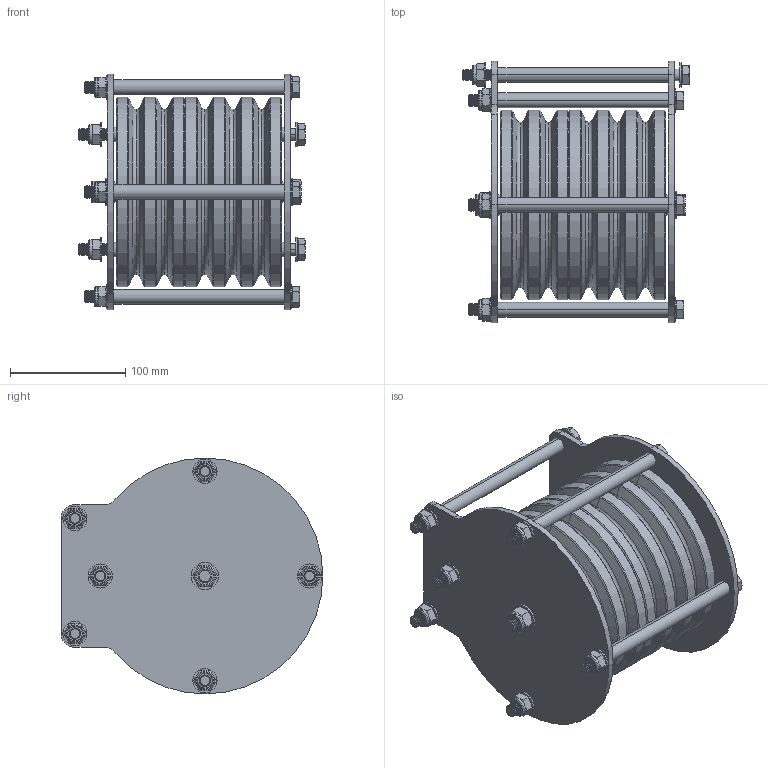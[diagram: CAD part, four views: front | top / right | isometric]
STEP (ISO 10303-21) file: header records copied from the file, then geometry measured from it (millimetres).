
FILE_DESCRIPTION (( 'STEP AP203' ), '1' );
FILE_NAME ('T42915.STEP', '2018-07-26T11:51:57', ( '' ), ( '' ), 'SwSTEP 2.0', 'SolidWorks 2016', '' );
FILE_SCHEMA (( 'CONFIG_CONTROL_DESIGN' ));
Length unit declared in the file: millimetre
Products named in the file (20): S2610-3; S2610-4; SW3dPS-nyloc nut, st stl a2 iso_M12 NYLOC; Hex Bolt_ISO 4016 - M10 x 190 x 32-WS; S2610-2; TH781; SW3dPS-nyloc nut, st stl a2 iso_M10 NYLOC; B Washer_Bright washer BS 4320 - M12 (Form B); S2610; TH767; B Washer_Bright washer BS 4320 - M10 (Form B); S2610-1; T42915_LABEL; S2610-5; TH780; T42915; Hex Bolt_ISO 4016 - M12 x 180 x 32-WS; TH805; Hex Bolt_ISO 4016 - M10 x 180 x 32-WS; S1930
Assembly tree (58 placements, depth 3):
  T42915
    TH780
    TH781
    S2610  x4
      S2610-1
      S2610-2
      S2610-3
      S2610-4
      S2610-5
    TH767  x2
    S1930  x2
    TH805  x6
    B Washer_Bright washer BS 4320 - M10 (Form B)  x12
    SW3dPS-nyloc nut, st stl a2 iso_M10 NYLOC  x6
    Hex Bolt_ISO 4016 - M10 x 190 x 32-WS  x2
    Hex Bolt_ISO 4016 - M10 x 180 x 32-WS  x4
    B Washer_Bright washer BS 4320 - M12 (Form B)  x2
    SW3dPS-nyloc nut, st stl a2 iso_M12 NYLOC
    Hex Bolt_ISO 4016 - M12 x 180 x 32-WS
    T42915_LABEL
Bounding box: 196.85 x 227.5 x 205 mm (x, y, z)
Volume: 3325451.6 mm3; surface area: 520406.7 mm2
Topology: 93 solids, 93 shells, 2963 faces, 7462 edges, 4740 vertices
Faces by surface type: plane 958, cone 824, cylinder 637, bspline 336, torus 136, sphere 72
Entity records: 72186 total; most frequent: CARTESIAN_POINT 26428, ORIENTED_EDGE 9268, DIRECTION 8064, EDGE_CURVE 4634, VERTEX_POINT 2984, VECTOR 2752, LINE 2752, AXIS2_PLACEMENT_3D 2656
